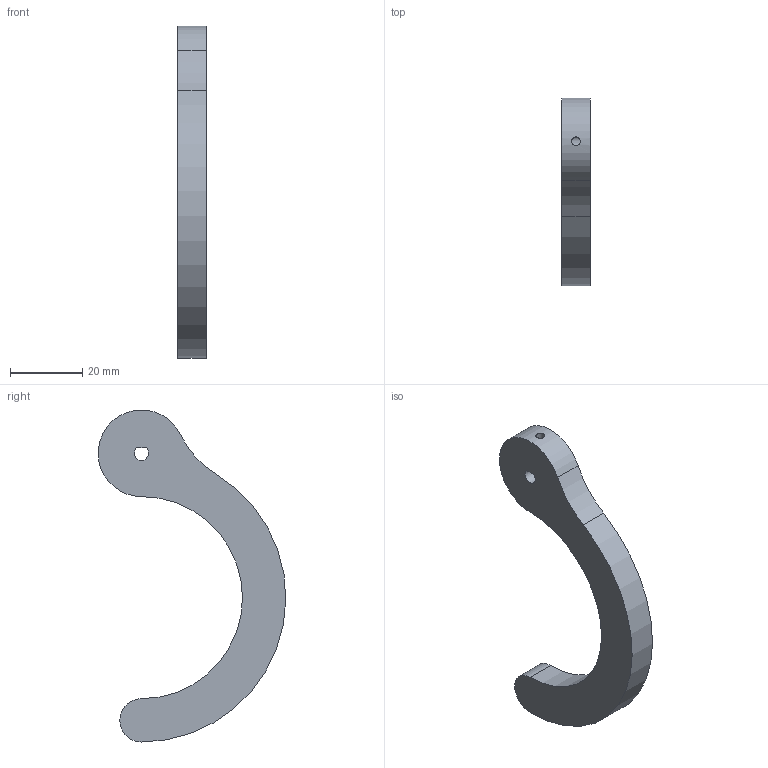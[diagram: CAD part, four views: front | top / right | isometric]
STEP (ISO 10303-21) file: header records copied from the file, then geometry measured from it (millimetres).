
FILE_DESCRIPTION(/* description */ (''),/* implementation_level */ '2;1');
FILE_NAME(/* name */ 'leg_80.stp',/* time_stamp */ '2019-06-21T13:50:11+03:00',/* author */ (''),/* organization */ (''),/* preprocessor_version */ 'ST-DEVELOPER v16.7',/* originating_system */ 'SIEMENS PLM Software NX 12.0',/* authorisation */ '');
FILE_SCHEMA (('AUTOMOTIVE_DESIGN { 1 0 10303 214 3 1 1 1 }'));
Length unit declared in the file: millimetre
Products named in the file (1): Lupa04E8591Ag30l
Bounding box: 8 x 51.99 x 92 mm (x, y, z)
Volume: 13449.7 mm3; surface area: 5757.6 mm2
Topology: 1 solids, 1 shells, 10 faces, 25 edges, 17 vertices
Faces by surface type: cylinder 7, plane 3
Full cylindrical faces by diameter (mm): 2.4 x1
Entity records: 402 total; most frequent: CARTESIAN_POINT 108, DIRECTION 59, ORIENTED_EDGE 46, AXIS2_PLACEMENT_3D 25, EDGE_CURVE 23, VERTEX_POINT 16, EDGE_LOOP 15, CIRCLE 13
